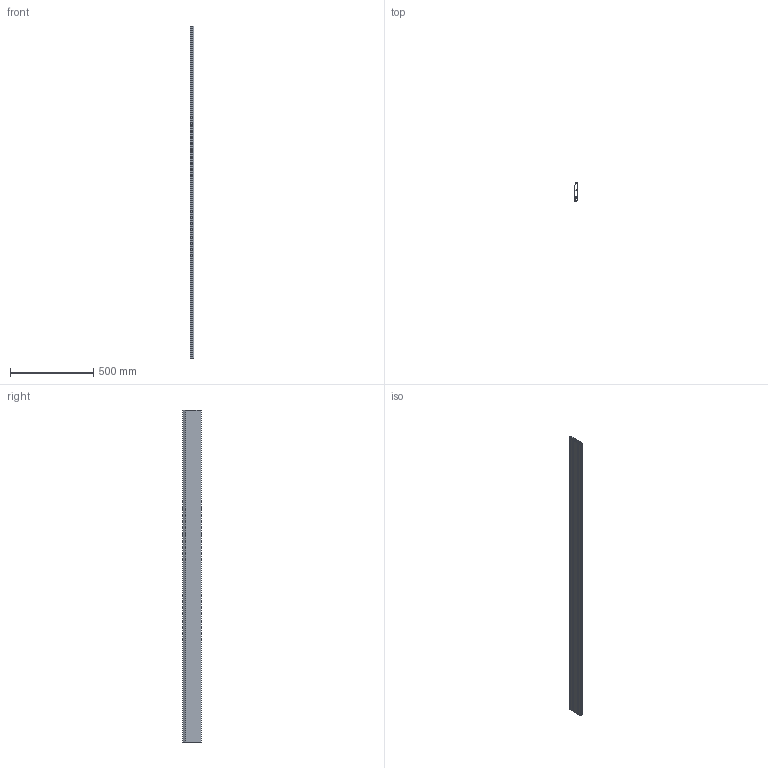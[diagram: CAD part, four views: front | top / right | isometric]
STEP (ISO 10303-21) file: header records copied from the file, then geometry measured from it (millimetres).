
FILE_DESCRIPTION (( 'STEP AP214' ), '1' );
FILE_NAME ('6132274.stp', '2024-09-05T09:36:21', ( '' ), ( '' ), 'SwSTEP 2.0', 'SolidWorks 2022', '' );
FILE_SCHEMA (( 'AUTOMOTIVE_DESIGN' ));
Length unit declared in the file: millimetre
Products named in the file (3): 162551_2000; 6132274; 162338_2m ohne Vorspannung
Assembly tree (2 placements, depth 2):
  6132274
    162551_2000
    162338_2m ohne Vorspannung
Bounding box: 20 x 110.1 x 2000 mm (x, y, z)
Volume: 1099746.8 mm3; surface area: 1239204.9 mm2
Topology: 2 solids, 2 shells, 84 faces, 266 edges, 186 vertices
Faces by surface type: plane 44, cylinder 40
Full cylindrical faces by diameter (mm): 6.1 x26
Entity records: 3772 total; most frequent: DIRECTION 472, CARTESIAN_POINT 463, ORIENTED_EDGE 428, EDGE_CURVE 214, AXIS2_PLACEMENT_3D 169, EDGE_LOOP 162, VERTEX_POINT 160, VECTOR 134
